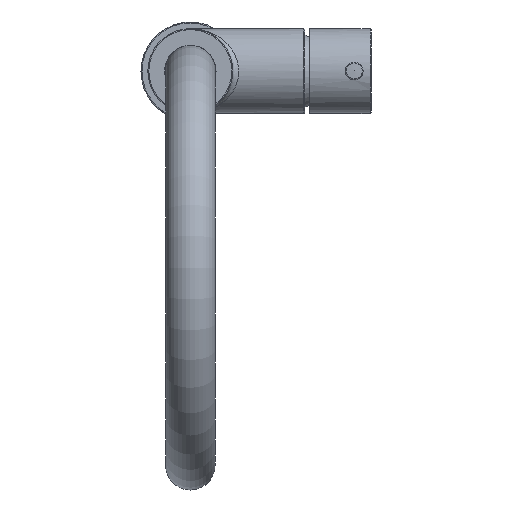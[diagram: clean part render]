
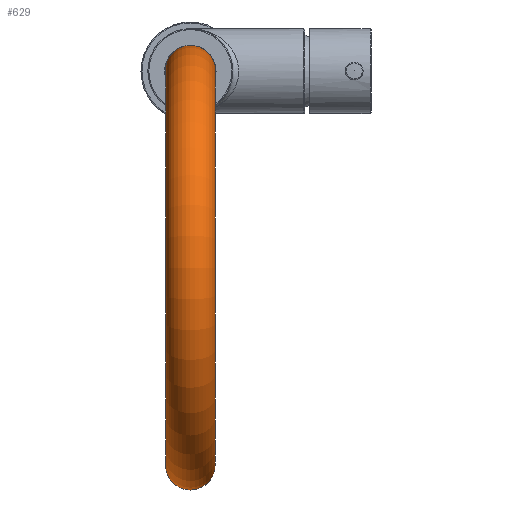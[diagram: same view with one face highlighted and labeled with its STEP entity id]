
A CAD part, top view. The second image highlights one B-rep face of the part: STEP entity #629.
In plain terms, the highlighted toroidal (fillet/blend) face has major radius 100 mm and minor radius 12.5 mm.
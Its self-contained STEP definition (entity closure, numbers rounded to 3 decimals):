
#68=TOROIDAL_SURFACE('',#827,100.,12.5);
#168=ORIENTED_EDGE('',*,*,#246,.F.);
#169=ORIENTED_EDGE('',*,*,#247,.T.);
#246=EDGE_CURVE('',#300,#300,#350,.F.);
#247=EDGE_CURVE('',#301,#301,#351,.F.);
#300=VERTEX_POINT('',#2158);
#301=VERTEX_POINT('',#2161);
#350=CIRCLE('',#826,12.5);
#351=CIRCLE('',#828,12.5);
#432=EDGE_LOOP('',(#168));
#433=EDGE_LOOP('',(#169));
#536=FACE_BOUND('',#432,.T.);
#537=FACE_BOUND('',#433,.T.);
#629=ADVANCED_FACE('',(#536,#537),#68,.T.);
#826=AXIS2_PLACEMENT_3D('',#2157,#1008,#1009);
#827=AXIS2_PLACEMENT_3D('',#2159,#1010,#1011);
#828=AXIS2_PLACEMENT_3D('',#2160,#1012,#1013);
#1008=DIRECTION('',(0.,1.,0.));
#1009=DIRECTION('',(-1.,0.,0.));
#1010=DIRECTION('',(1.,0.,0.));
#1011=DIRECTION('',(0.,0.,-1.));
#1012=DIRECTION('',(0.,-1.,0.));
#1013=DIRECTION('',(-1.,0.,0.));
#2157=CARTESIAN_POINT('',(0.,232.5,200.));
#2158=CARTESIAN_POINT('',(-12.5,232.5,200.));
#2159=CARTESIAN_POINT('',(0.,232.5,100.));
#2160=CARTESIAN_POINT('',(0.,232.5,0.));
#2161=CARTESIAN_POINT('',(-12.5,232.5,0.));
